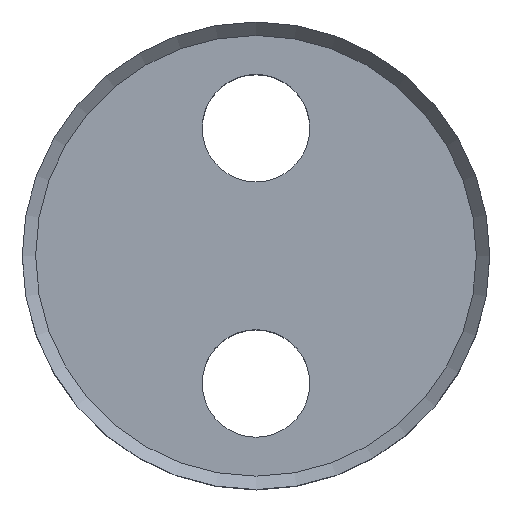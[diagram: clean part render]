
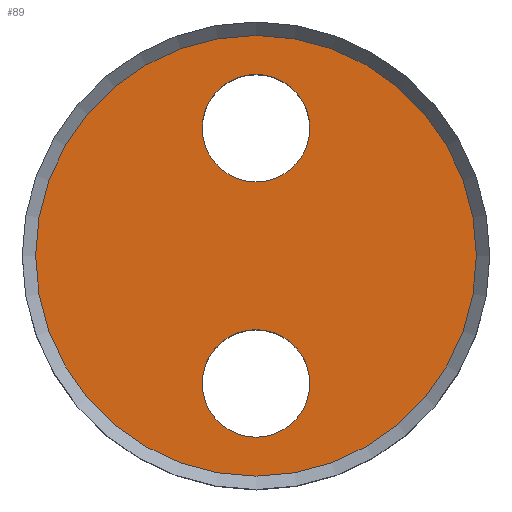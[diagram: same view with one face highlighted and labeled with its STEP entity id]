
A CAD part, top view. The second image highlights one B-rep face of the part: STEP entity #89.
In plain terms, the highlighted planar face has unit normal (0, 0, 1).
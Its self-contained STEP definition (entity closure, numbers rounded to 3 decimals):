
#16=PLANE('',#110);
#26=FACE_BOUND('',#46,.T.);
#27=FACE_BOUND('',#47,.T.);
#33=FACE_OUTER_BOUND('',#45,.T.);
#45=EDGE_LOOP('',(#80));
#46=EDGE_LOOP('',(#81));
#47=EDGE_LOOP('',(#82));
#48=CIRCLE('',#99,8.2);
#50=CIRCLE('',#102,2.);
#52=CIRCLE('',#105,2.);
#55=VERTEX_POINT('',#141);
#57=VERTEX_POINT('',#146);
#59=VERTEX_POINT('',#151);
#62=EDGE_CURVE('',#55,#55,#48,.T.);
#64=EDGE_CURVE('',#57,#57,#50,.T.);
#66=EDGE_CURVE('',#59,#59,#52,.T.);
#80=ORIENTED_EDGE('',*,*,#62,.T.);
#81=ORIENTED_EDGE('',*,*,#64,.T.);
#82=ORIENTED_EDGE('',*,*,#66,.T.);
#89=ADVANCED_FACE('',(#33,#26,#27),#16,.T.);
#99=AXIS2_PLACEMENT_3D('',#142,#115,#116);
#102=AXIS2_PLACEMENT_3D('',#147,#121,#122);
#105=AXIS2_PLACEMENT_3D('',#152,#127,#128);
#110=AXIS2_PLACEMENT_3D('',#159,#137,#138);
#115=DIRECTION('center_axis',(0.,0.,1.));
#116=DIRECTION('ref_axis',(-1.,0.,0.));
#121=DIRECTION('center_axis',(0.,0.,-1.));
#122=DIRECTION('ref_axis',(-1.,0.,0.));
#127=DIRECTION('center_axis',(0.,0.,-1.));
#128=DIRECTION('ref_axis',(-1.,0.,0.));
#137=DIRECTION('center_axis',(0.,0.,1.));
#138=DIRECTION('ref_axis',(1.,0.,0.));
#141=CARTESIAN_POINT('',(8.2,0.,8.5));
#142=CARTESIAN_POINT('Origin',(0.,0.,8.5));
#146=CARTESIAN_POINT('',(2.,-4.75,8.5));
#147=CARTESIAN_POINT('Origin',(0.,-4.75,8.5));
#151=CARTESIAN_POINT('',(2.,4.75,8.5));
#152=CARTESIAN_POINT('Origin',(0.,4.75,8.5));
#159=CARTESIAN_POINT('Origin',(0.,0.,8.5));
